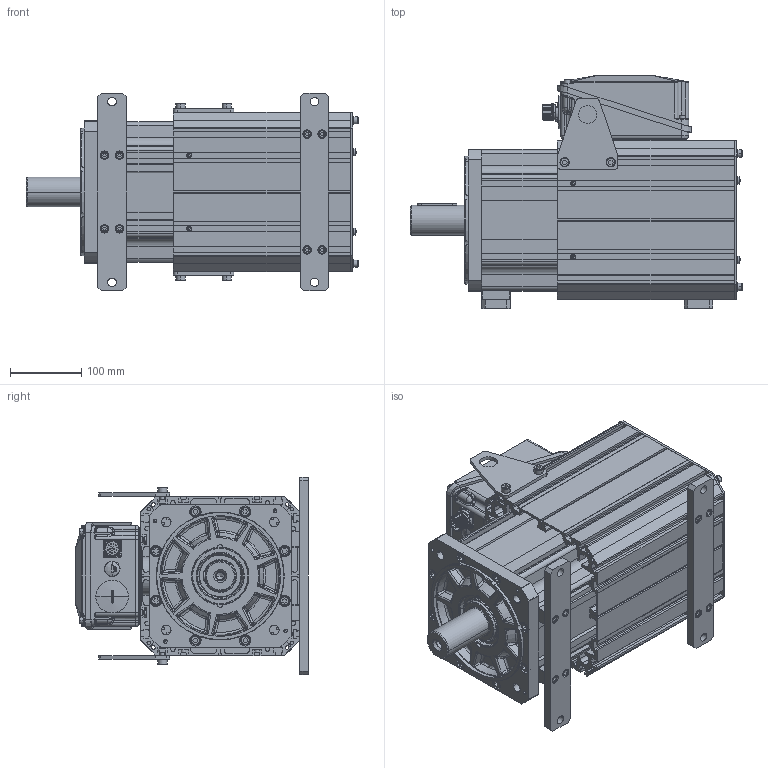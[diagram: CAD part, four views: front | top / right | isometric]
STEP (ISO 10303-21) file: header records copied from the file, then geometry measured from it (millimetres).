
FILE_DESCRIPTION((''),'2;1');
FILE_NAME('69848N-1_SW0001','2021-07-27T',('yuminjian'),(''),'PRO/ENGINEER BY PARAMETRIC TECHNOLOGY CORPORATION, 2010430','PRO/ENGINEER BY PARAMETRIC TECHNOLOGY CORPORATION, 2010430','');
FILE_SCHEMA(('CONFIG_CONTROL_DESIGN'));
Products named in the file (1): 69848N-1_SW0001
Bounding box: 467.1 x 327.51 x 278 mm (x, y, z)
Surface area: 1730550.1 mm2 (no closed solid volume)
Topology: 0 solids, 154 shells, 2338 faces, 7173 edges, 4927 vertices
Faces by surface type: plane 1070, cylinder 618, bspline 333, cone 152, torus 123, sphere 42
Entity records: 153093 total; most frequent: CARTESIAN_POINT 92205, DIRECTION 12029, ORIENTED_EDGE 11764, EDGE_CURVE 7163, VERTEX_POINT 4927, AXIS2_PLACEMENT_3D 4049, VECTOR 3931, LINE 3931
